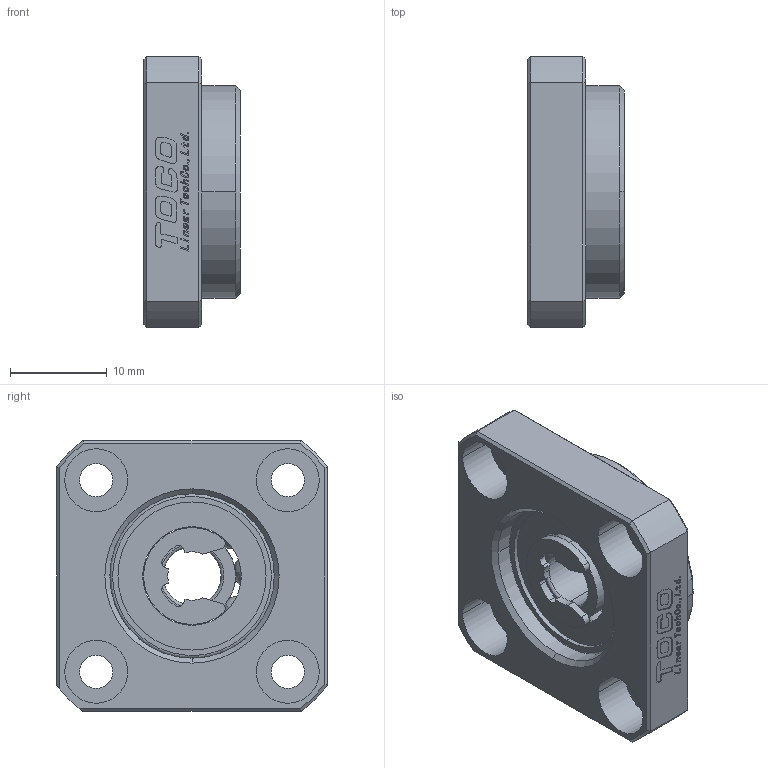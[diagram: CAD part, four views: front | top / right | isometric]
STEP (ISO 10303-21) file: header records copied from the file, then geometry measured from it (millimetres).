
FILE_DESCRIPTION (( 'STEP AP214' ), '1' );
FILE_NAME ('FF6.STEP', '2019-04-04T09:17:49', ( '' ), ( '' ), 'SwSTEP 2.0', 'SolidWorks 2015', '' );
FILE_SCHEMA (( 'AUTOMOTIVE_DESIGN' ));
Length unit declared in the file: millimetre
Products named in the file (1): FF6
Bounding box: 10 x 28 x 28 mm (x, y, z)
Volume: 4037 mm3; surface area: 4688.5 mm2
Topology: 3 solids, 3 shells, 749 faces, 2188 edges, 1442 vertices
Faces by surface type: plane 567, bspline 105, cylinder 64, cone 13
Entity records: 29801 total; most frequent: CARTESIAN_POINT 8901, ORIENTED_EDGE 4312, DIRECTION 3459, EDGE_CURVE 2156, VECTOR 1587, LINE 1587, VERTEX_POINT 1442, AXIS2_PLACEMENT_3D 936
